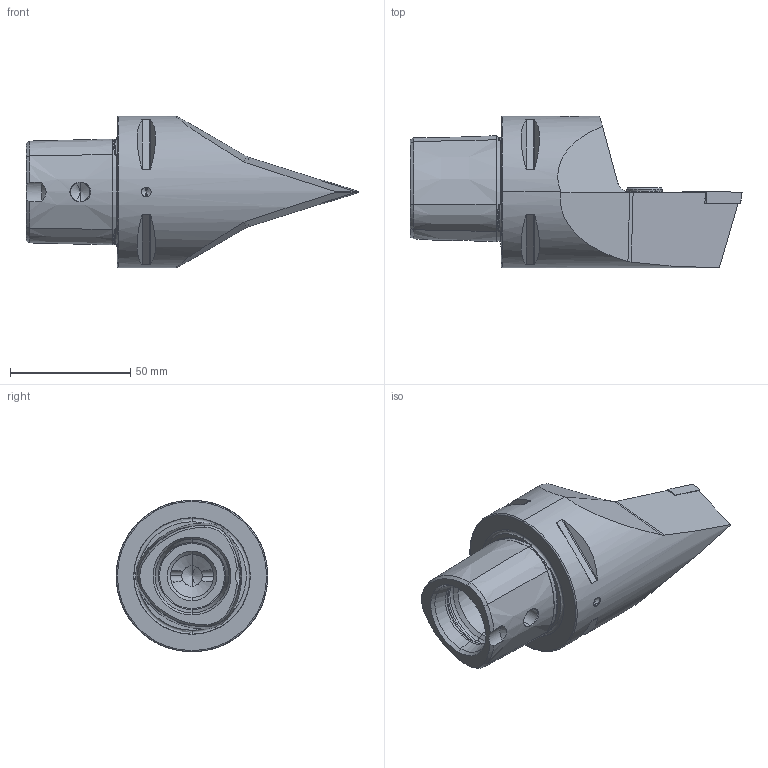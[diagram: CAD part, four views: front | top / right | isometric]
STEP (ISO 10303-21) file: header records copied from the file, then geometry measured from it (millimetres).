
FILE_DESCRIPTION (( 'STEP AP214' ), '1' );
FILE_NAME ('PS6.KVF.NVA.100-HP.STEP', '2020-09-16T08:02:03', ( '' ), ( '' ), 'SwSTEP 2.0', 'SolidWorks 2017', '' );
FILE_SCHEMA (( 'AUTOMOTIVE_DESIGN' ));
Length unit declared in the file: millimetre
Products named in the file (10): PS6.KVF.NVA.100-HP; ISO 8752 2x8; WCB-ER2.001.009_A; CHP-ER1.008.014_A; PS6-KVF.NVA.100-HP_A; DIN 7991 - M5x15; DIN 3771 - 13x1; CHP-ER1.015.006_A; CHP-ER1.015.006; VBMT160404
Assembly tree (9 placements, depth 3):
  PS6.KVF.NVA.100-HP
    PS6-KVF.NVA.100-HP_A
    VBMT160404
    WCB-ER2.001.009_A
    ISO 8752 2x8
    CHP-ER1.015.006
      CHP-ER1.015.006_A
      DIN 3771 - 13x1
      DIN 7991 - M5x15
    CHP-ER1.008.014_A
Bounding box: 138 x 63 x 63 mm (x, y, z)
Volume: 179286.1 mm3; surface area: 32537.8 mm2
Topology: 8 solids, 8 shells, 379 faces, 917 edges, 541 vertices
Faces by surface type: cone 122, cylinder 101, plane 92, torus 48, bspline 14, sphere 2
Entity records: 12616 total; most frequent: CARTESIAN_POINT 3601, DIRECTION 1799, ORIENTED_EDGE 1786, EDGE_CURVE 893, AXIS2_PLACEMENT_3D 730, VERTEX_POINT 541, EDGE_LOOP 404, FACE_OUTER_BOUND 379
